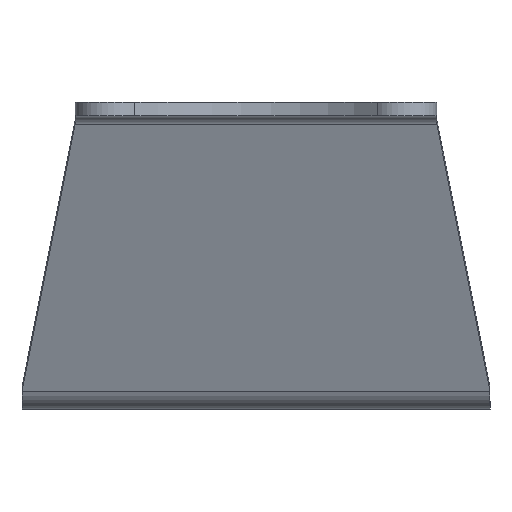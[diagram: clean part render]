
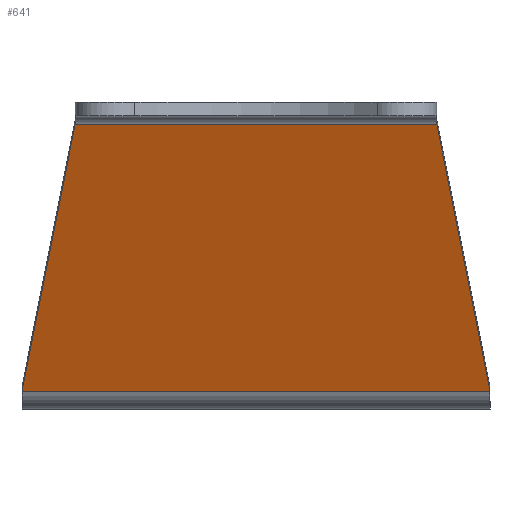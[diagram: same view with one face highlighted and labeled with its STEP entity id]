
A CAD part, left-side view. The second image highlights one B-rep face of the part: STEP entity #641.
In plain terms, the highlighted planar face has unit normal (-0.94, 0, -0.342).
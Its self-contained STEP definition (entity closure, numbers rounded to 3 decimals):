
#97=FACE_OUTER_BOUND('',#142,.T.);
#142=EDGE_LOOP('',(#461,#462,#463,#464));
#203=LINE('',#1020,#254);
#204=LINE('',#1022,#255);
#205=LINE('',#1024,#256);
#206=LINE('',#1025,#257);
#254=VECTOR('',#812,10.);
#255=VECTOR('',#813,10.);
#256=VECTOR('',#814,10.);
#257=VECTOR('',#815,10.);
#299=VERTEX_POINT('',#994);
#308=VERTEX_POINT('',#1019);
#309=VERTEX_POINT('',#1021);
#310=VERTEX_POINT('',#1023);
#367=EDGE_CURVE('',#308,#299,#203,.T.);
#368=EDGE_CURVE('',#309,#308,#204,.T.);
#369=EDGE_CURVE('',#310,#309,#205,.T.);
#370=EDGE_CURVE('',#310,#299,#206,.T.);
#461=ORIENTED_EDGE('',*,*,#367,.F.);
#462=ORIENTED_EDGE('',*,*,#368,.F.);
#463=ORIENTED_EDGE('',*,*,#369,.F.);
#464=ORIENTED_EDGE('',*,*,#370,.T.);
#622=PLANE('',#705);
#641=ADVANCED_FACE('',(#97),#622,.F.);
#705=AXIS2_PLACEMENT_3D('',#1018,#810,#811);
#810=DIRECTION('center_axis',(0.94,0.,0.342));
#811=DIRECTION('ref_axis',(0.342,0.,-0.94));
#812=DIRECTION('',(0.,1.,0.));
#813=DIRECTION('',(0.336,-0.184,-0.924));
#814=DIRECTION('',(0.,-1.,0.));
#815=DIRECTION('',(0.336,0.184,-0.924));
#994=CARTESIAN_POINT('',(115.35,68.923,-36.663));
#1018=CARTESIAN_POINT('Origin',(100.997,0.,2.772));
#1019=CARTESIAN_POINT('',(115.35,-68.923,-36.663));
#1020=CARTESIAN_POINT('',(115.35,0.,-36.663));
#1021=CARTESIAN_POINT('',(86.746,-53.296,41.926));
#1022=CARTESIAN_POINT('',(86.746,-53.296,41.926));
#1023=CARTESIAN_POINT('',(86.746,53.296,41.926));
#1024=CARTESIAN_POINT('',(86.746,0.,41.926));
#1025=CARTESIAN_POINT('',(86.746,53.296,41.926));
